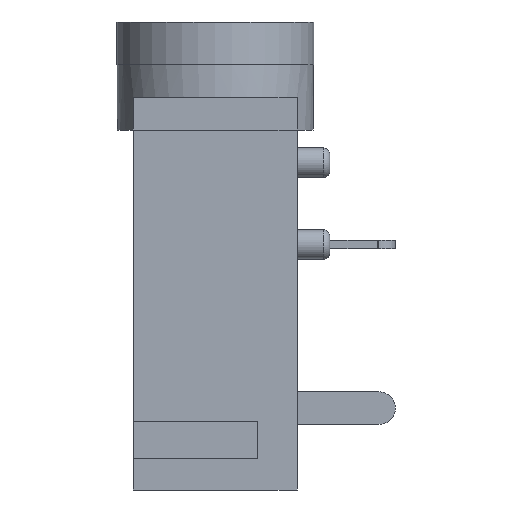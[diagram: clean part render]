
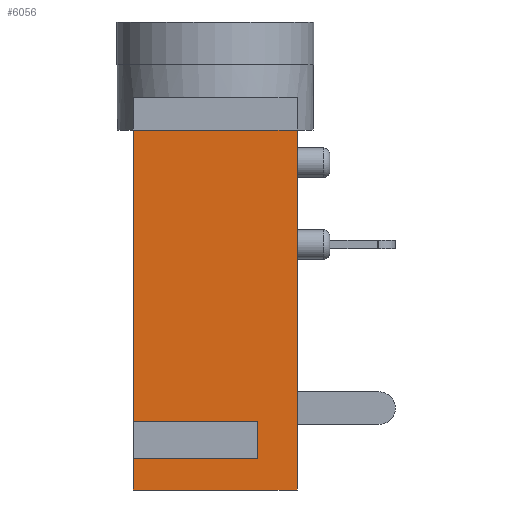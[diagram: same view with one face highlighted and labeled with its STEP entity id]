
A CAD part, left-side view. The second image highlights one B-rep face of the part: STEP entity #6056.
In plain terms, the highlighted planar face has unit normal (-1, 0, 0).
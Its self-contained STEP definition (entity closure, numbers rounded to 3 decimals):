
#102=LINE('',#7693,#650);
#376=LINE('',#8541,#924);
#383=LINE('',#8554,#931);
#386=LINE('',#8559,#934);
#423=LINE('',#8633,#971);
#424=LINE('',#8635,#972);
#425=LINE('',#8636,#973);
#426=LINE('',#8638,#974);
#650=VECTOR('',#6509,1000.);
#924=VECTOR('',#7109,1000.);
#931=VECTOR('',#7120,1000.);
#934=VECTOR('',#7125,1000.);
#971=VECTOR('',#7188,1000.);
#972=VECTOR('',#7189,1000.);
#973=VECTOR('',#7190,1000.);
#974=VECTOR('',#7191,1000.);
#1871=ORIENTED_EDGE('',*,*,#2800,.F.);
#1872=ORIENTED_EDGE('',*,*,#2810,.T.);
#1873=ORIENTED_EDGE('',*,*,#2807,.T.);
#1874=ORIENTED_EDGE('',*,*,#2847,.T.);
#1875=ORIENTED_EDGE('',*,*,#2848,.T.);
#1876=ORIENTED_EDGE('',*,*,#2465,.T.);
#1877=ORIENTED_EDGE('',*,*,#2849,.F.);
#1878=ORIENTED_EDGE('',*,*,#2850,.T.);
#2465=EDGE_CURVE('',#3097,#3096,#102,.T.);
#2800=EDGE_CURVE('',#3331,#3332,#376,.T.);
#2807=EDGE_CURVE('',#3336,#3335,#383,.T.);
#2810=EDGE_CURVE('',#3331,#3336,#386,.T.);
#2847=EDGE_CURVE('',#3335,#3361,#423,.T.);
#2848=EDGE_CURVE('',#3361,#3097,#424,.T.);
#2849=EDGE_CURVE('',#3362,#3096,#425,.T.);
#2850=EDGE_CURVE('',#3362,#3332,#426,.T.);
#3096=VERTEX_POINT('',#7692);
#3097=VERTEX_POINT('',#7694);
#3331=VERTEX_POINT('',#8540);
#3332=VERTEX_POINT('',#8542);
#3335=VERTEX_POINT('',#8553);
#3336=VERTEX_POINT('',#8555);
#3361=VERTEX_POINT('',#8634);
#3362=VERTEX_POINT('',#8637);
#3704=EDGE_LOOP('',(#1871,#1872,#1873,#1874,#1875,#1876,#1877,#1878));
#3974=FACE_BOUND('',#3704,.T.);
#4206=PLANE('',#6347);
#6056=ADVANCED_FACE('',(#3974),#4206,.T.);
#6347=AXIS2_PLACEMENT_3D('',#8632,#7186,#7187);
#6509=DIRECTION('',(0.,0.,1.));
#7109=DIRECTION('',(0.,1.,0.));
#7120=DIRECTION('',(0.,1.,0.));
#7125=DIRECTION('',(0.,0.,-1.));
#7186=DIRECTION('',(-1.,0.,0.));
#7187=DIRECTION('',(0.,0.,1.));
#7188=DIRECTION('',(0.,0.,-1.));
#7189=DIRECTION('',(0.,-1.,0.));
#7190=DIRECTION('',(0.,-1.,0.));
#7191=DIRECTION('',(0.,0.,-1.));
#7692=CARTESIAN_POINT('',(-6.,-2.5,-3.3));
#7693=CARTESIAN_POINT('',(-6.,-2.5,-14.3));
#7694=CARTESIAN_POINT('',(-6.,-2.5,-14.3));
#8540=CARTESIAN_POINT('',(-6.,-1.3,-12.2));
#8541=CARTESIAN_POINT('',(-6.,-1.3,-12.2));
#8542=CARTESIAN_POINT('',(-6.,2.5,-12.2));
#8553=CARTESIAN_POINT('',(-6.,2.5,-13.35));
#8554=CARTESIAN_POINT('',(-6.,-1.3,-13.35));
#8555=CARTESIAN_POINT('',(-6.,-1.3,-13.35));
#8559=CARTESIAN_POINT('',(-6.,-1.3,-12.2));
#8632=CARTESIAN_POINT('',(-6.,0.,-8.8));
#8633=CARTESIAN_POINT('',(-6.,2.5,-13.35));
#8634=CARTESIAN_POINT('',(-6.,2.5,-14.3));
#8635=CARTESIAN_POINT('',(-6.,2.5,-14.3));
#8636=CARTESIAN_POINT('',(-6.,2.5,-3.3));
#8637=CARTESIAN_POINT('',(-6.,2.5,-3.3));
#8638=CARTESIAN_POINT('',(-6.,2.5,-3.3));
